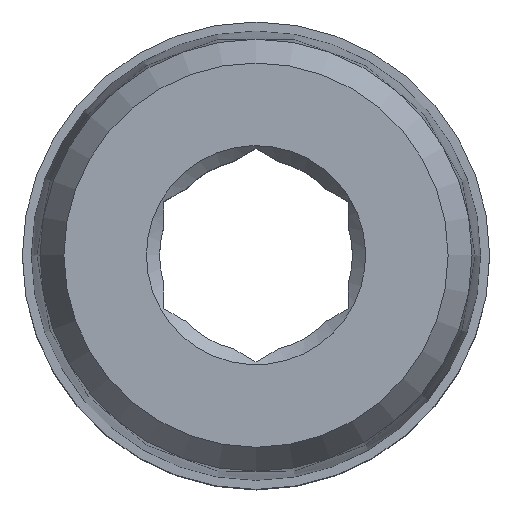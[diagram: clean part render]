
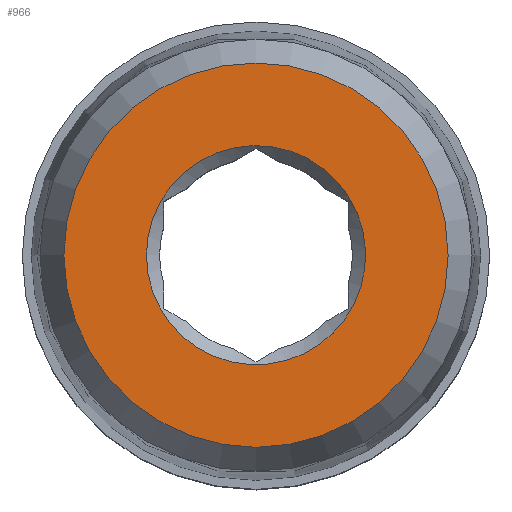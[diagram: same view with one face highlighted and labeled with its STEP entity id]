
A CAD part, top view. The second image highlights one B-rep face of the part: STEP entity #966.
In plain terms, the highlighted planar face has unit normal (0, 0, 1).
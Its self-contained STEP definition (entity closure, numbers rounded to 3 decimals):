
#28=PLANE('',#1051);
#121=CIRCLE('',#995,4.15);
#150=CIRCLE('',#1052,7.275);
#255=ORIENTED_EDGE('',*,*,#384,.F.);
#256=ORIENTED_EDGE('',*,*,#331,.T.);
#331=EDGE_CURVE('',#411,#411,#121,.T.);
#384=EDGE_CURVE('',#452,#452,#150,.T.);
#411=VERTEX_POINT('',#1344);
#452=VERTEX_POINT('',#1466);
#517=EDGE_LOOP('',(#255));
#518=EDGE_LOOP('',(#256));
#589=FACE_BOUND('',#517,.T.);
#590=FACE_BOUND('',#518,.T.);
#966=ADVANCED_FACE('',(#589,#590),#28,.F.);
#995=AXIS2_PLACEMENT_3D('',#1343,#1087,#1088);
#1051=AXIS2_PLACEMENT_3D('',#1464,#1223,#1224);
#1052=AXIS2_PLACEMENT_3D('',#1465,#1225,#1226);
#1087=DIRECTION('',(0.,0.,-1.));
#1088=DIRECTION('',(-1.,0.,0.));
#1223=DIRECTION('',(0.,0.,-1.));
#1224=DIRECTION('',(-1.,0.,0.));
#1225=DIRECTION('',(0.,0.,-1.));
#1226=DIRECTION('',(-1.,0.,0.));
#1343=CARTESIAN_POINT('',(0.,0.,12.));
#1344=CARTESIAN_POINT('',(-4.15,0.,12.));
#1464=CARTESIAN_POINT('',(0.,0.,12.));
#1465=CARTESIAN_POINT('',(0.,0.,12.));
#1466=CARTESIAN_POINT('',(-7.275,0.,12.));
